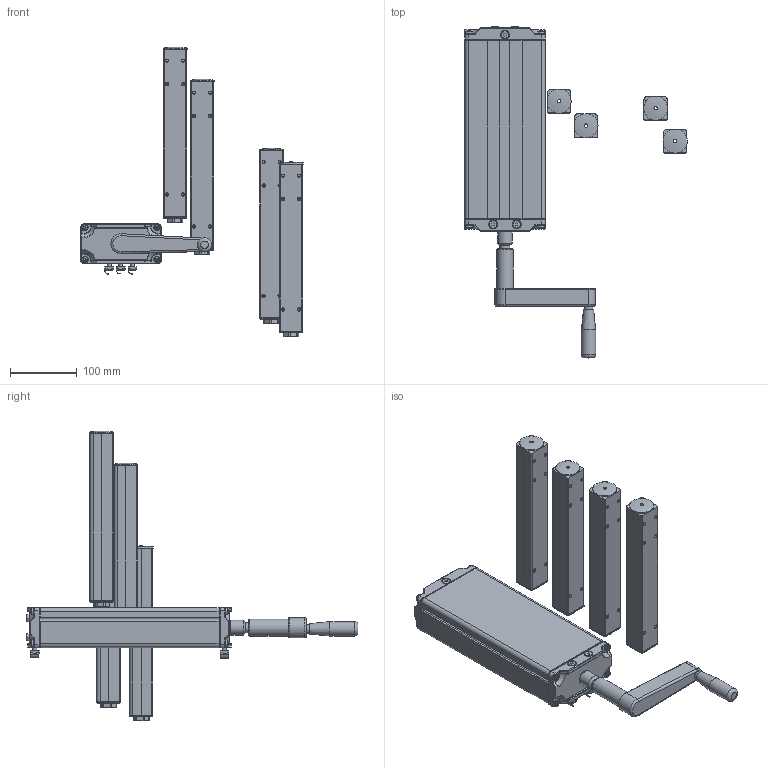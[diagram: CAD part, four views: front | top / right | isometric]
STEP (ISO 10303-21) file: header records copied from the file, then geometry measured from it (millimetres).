
FILE_DESCRIPTION(/* description */ ('Hydrauliksystem LA 150 W - 4 - manuell'),/* implementation_level */ '2;1');
FILE_NAME(/* name */ '270118-4S.step',/* time_stamp */ '2021-08-27T15:00:45+02:00',/* author */ ('MuellerJ'),/* organization */ (''),/* preprocessor_version */ 'ST-DEVELOPER v18.1',/* originating_system */ 'Autodesk Inventor 2021',/* authorisation */ '');
FILE_SCHEMA (('AUTOMOTIVE_DESIGN { 1 0 10303 214 3 1 1 }'));
Length unit declared in the file: millimetre
Products named in the file (25): leer; leer_1; leer_2; leer_3; leer_4; leer_5; leer_6; leer_7; leer_8; leer_9; leer_10; leer_11; leer_12; leer_13; leer_14; leer_15; leer_16; leer_17; leer_18; leer_19; leer_20; leer_21; leer_22; leer_23; 21-1351-2FZ.005
Assembly tree (38 placements, depth 4):
  leer
    leer_1
      leer_2
      leer_3
        leer_4
        leer_5  x4
        leer_6  x4
      leer_7
        leer_8
        leer_9  x4
        leer_10
        leer_11
        leer_12
    leer_13
    leer_14  x4
      leer_15
      leer_16
      leer_17
      leer_18
      leer_19
      leer_20
      leer_21
    leer_22  x3
      leer_23
      21-1351-2FZ.005
Bounding box: 332.44 x 496.25 x 433.1 mm (x, y, z)
Volume: 1248678.2 mm3; surface area: 712270.9 mm2
Topology: 53 solids, 53 shells, 2012 faces, 4683 edges, 2734 vertices
Faces by surface type: plane 804, cylinder 487, cone 361, torus 184, bspline 128, sphere 48
Full cylindrical faces by diameter (mm): 3.1 x1, 3.242 x1, 4 x24, 4.1 x4, 4.134 x16, 5 x12, 5.8 x8, 6 x6, 6.647 x4, 6.8 x3, 8 x4, 8.376 x4, 9.8 x8, 10 x2, 13 x1, 14 x2, 15 x1, 17.3 x4, 17.5 x6, 18 x2, 19 x4, 20.8 x12, 21 x4, 21.5 x1, 22 x1, 25 x5, 28.3 x4, 30.4 x4, 36 x4
Entity records: 28705 total; most frequent: CARTESIAN_POINT 7699, DIRECTION 4500, ORIENTED_EDGE 4014, EDGE_CURVE 2007, AXIS2_PLACEMENT_3D 1759, VERTEX_POINT 1187, LINE 982, VECTOR 982
